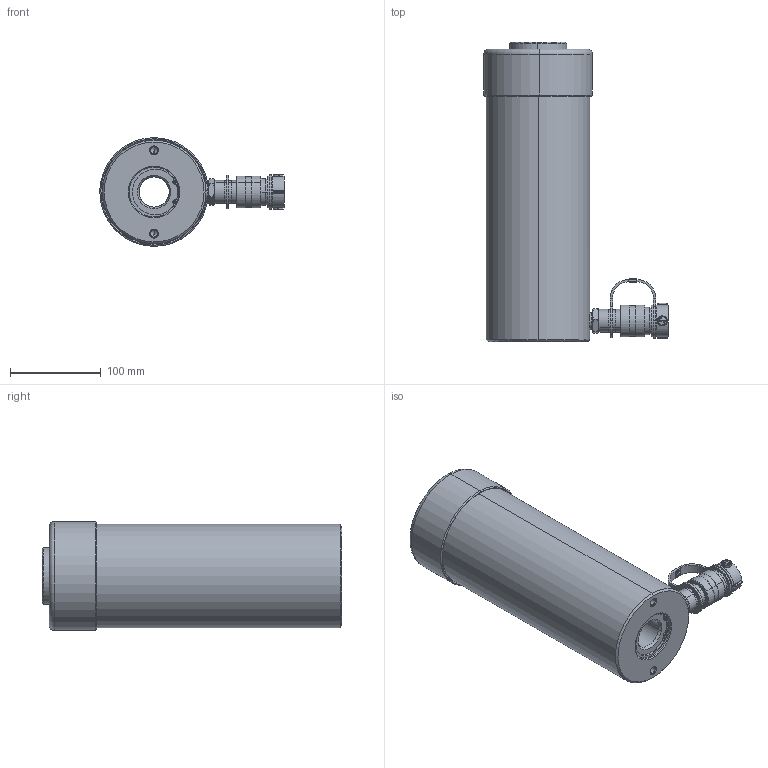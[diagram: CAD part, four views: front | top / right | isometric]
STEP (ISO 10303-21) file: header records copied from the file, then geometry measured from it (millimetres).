
FILE_DESCRIPTION (( 'STEP AP214' ), '1' );
FILE_NAME ('H3207.STEP', '2015-10-23T08:33:28', ( '' ), ( '' ), 'SwSTEP 2.0', 'SolidWorks 2015', '' );
FILE_SCHEMA (( 'AUTOMOTIVE_DESIGN' ));
Length unit declared in the file: millimetre
Products named in the file (1): H3207
Bounding box: 203.63 x 330.7 x 119.96 mm (x, y, z)
Volume: 2494130.6 mm3; surface area: 504112.5 mm2
Topology: 12 solids, 12 shells, 724 faces, 1690 edges, 1042 vertices
Faces by surface type: cylinder 275, plane 196, cone 133, bspline 73, torus 39, sphere 8
Entity records: 32624 total; most frequent: CARTESIAN_POINT 8164, DIRECTION 3442, ORIENTED_EDGE 3338, EDGE_CURVE 1669, AXIS2_PLACEMENT_3D 1369, VERTEX_POINT 1042, EDGE_LOOP 827, UNCERTAINTY_MEASURE_WITH_UNIT 738
